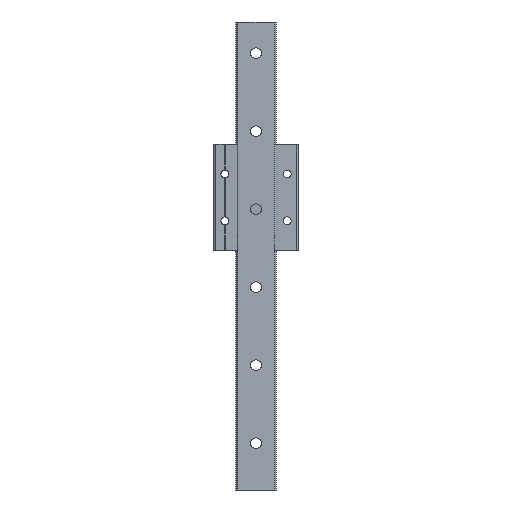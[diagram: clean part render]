
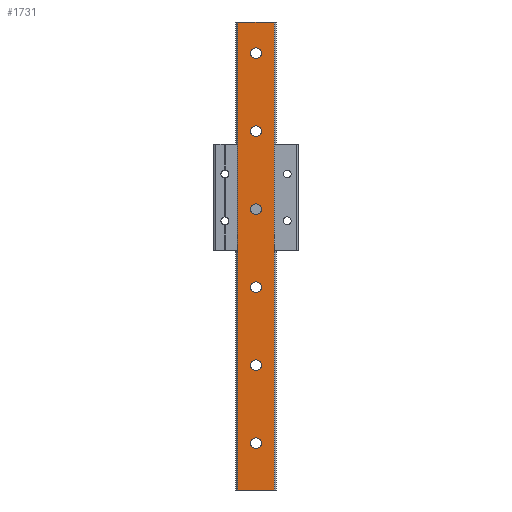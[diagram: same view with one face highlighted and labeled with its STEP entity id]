
A CAD part, front view. The second image highlights one B-rep face of the part: STEP entity #1731.
In plain terms, the highlighted planar face has unit normal (0, -1, 0).
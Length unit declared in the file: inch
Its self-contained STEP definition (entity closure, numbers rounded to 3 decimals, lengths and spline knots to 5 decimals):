
#107 = CIRCLE ( 'NONE', #374, 0.0689 ) ;
#113 = CARTESIAN_POINT ( 'NONE',  ( 0., 0., -0.3248 ) ) ;
#154 = VERTEX_POINT ( 'NONE', #4583 ) ;
#170 = CARTESIAN_POINT ( 'NONE',  ( 0., 0., -4.33071 ) ) ;
#234 = VERTEX_POINT ( 'NONE', #2947 ) ;
#236 = EDGE_CURVE ( 'NONE', #450, #4137, #1659, .T. ) ;
#241 = DIRECTION ( 'NONE',  ( 0., 1., 0. ) ) ;
#261 = CARTESIAN_POINT ( 'NONE',  ( 0., 0., -2.3622 ) ) ;
#296 = CIRCLE ( 'NONE', #4805, 0.0689 ) ;
#312 = DIRECTION ( 'NONE',  ( 0., 1., 0. ) ) ;
#331 = CARTESIAN_POINT ( 'NONE',  ( 0., 0., -0.3937 ) ) ;
#356 = ORIENTED_EDGE ( 'NONE', *, *, #1902, .T. ) ;
#374 = AXIS2_PLACEMENT_3D ( 'NONE', #170, #962, #3565 ) ;
#376 = DIRECTION ( 'NONE',  ( 0., 1., 0. ) ) ;
#387 = AXIS2_PLACEMENT_3D ( 'NONE', #2739, #3988, #2392 ) ;
#450 = VERTEX_POINT ( 'NONE', #4328 ) ;
#518 = DIRECTION ( 'NONE',  ( 0., 0., 1. ) ) ;
#521 = ORIENTED_EDGE ( 'NONE', *, *, #1208, .T. ) ;
#638 = VERTEX_POINT ( 'NONE', #1485 ) ;
#641 = CIRCLE ( 'NONE', #4900, 0.0689 ) ;
#656 = ORIENTED_EDGE ( 'NONE', *, *, #4974, .T. ) ;
#707 = ORIENTED_EDGE ( 'NONE', *, *, #3345, .F. ) ;
#721 = DIRECTION ( 'NONE',  ( 0., 1., 0. ) ) ;
#755 = DIRECTION ( 'NONE',  ( 0., 0., 1. ) ) ;
#829 = DIRECTION ( 'NONE',  ( 0., 0., 1. ) ) ;
#923 = EDGE_CURVE ( 'NONE', #4886, #154, #5375, .T. ) ;
#924 = ORIENTED_EDGE ( 'NONE', *, *, #1403, .T. ) ;
#962 = DIRECTION ( 'NONE',  ( 0., 1., 0. ) ) ;
#1049 = DIRECTION ( 'NONE',  ( 0., 1., 0. ) ) ;
#1051 = EDGE_CURVE ( 'NONE', #1889, #638, #4015, .T. ) ;
#1106 = ORIENTED_EDGE ( 'NONE', *, *, #4968, .T. ) ;
#1124 = DIRECTION ( 'NONE',  ( 1., 0., 0. ) ) ;
#1127 = CARTESIAN_POINT ( 'NONE',  ( -0.23007, 0., 0. ) ) ;
#1185 = CARTESIAN_POINT ( 'NONE',  ( 0.23007, 0., -5.90551 ) ) ;
#1208 = EDGE_CURVE ( 'NONE', #638, #1889, #107, .T. ) ;
#1294 = ORIENTED_EDGE ( 'NONE', *, *, #236, .T. ) ;
#1296 = EDGE_LOOP ( 'NONE', ( #1106, #4287 ) ) ;
#1327 = AXIS2_PLACEMENT_3D ( 'NONE', #4484, #376, #755 ) ;
#1347 = VERTEX_POINT ( 'NONE', #1941 ) ;
#1360 = LINE ( 'NONE', #3024, #4773 ) ;
#1403 = EDGE_CURVE ( 'NONE', #234, #3930, #4975, .T. ) ;
#1432 = CARTESIAN_POINT ( 'NONE',  ( 0., 0., -3.27756 ) ) ;
#1485 = CARTESIAN_POINT ( 'NONE',  ( 0., 0., -4.26181 ) ) ;
#1522 = DIRECTION ( 'NONE',  ( 0., -1., 0. ) ) ;
#1547 = FACE_BOUND ( 'NONE', #1296, .T. ) ;
#1645 = EDGE_LOOP ( 'NONE', ( #1918, #5125 ) ) ;
#1659 = CIRCLE ( 'NONE', #2012, 0.0689 ) ;
#1731 = ADVANCED_FACE ( 'NONE', ( #4737, #5248, #2745, #1547, #4406, #1929, #4865 ), #2770, .T. ) ;
#1857 = AXIS2_PLACEMENT_3D ( 'NONE', #3064, #3898, #2599 ) ;
#1867 = CARTESIAN_POINT ( 'NONE',  ( 0., 0., -0.3937 ) ) ;
#1887 = EDGE_CURVE ( 'NONE', #2853, #4943, #4851, .T. ) ;
#1889 = VERTEX_POINT ( 'NONE', #2785 ) ;
#1902 = EDGE_CURVE ( 'NONE', #4137, #450, #296, .T. ) ;
#1918 = ORIENTED_EDGE ( 'NONE', *, *, #2768, .T. ) ;
#1929 = FACE_BOUND ( 'NONE', #1645, .T. ) ;
#1933 = AXIS2_PLACEMENT_3D ( 'NONE', #3208, #1522, #3182 ) ;
#1934 = CIRCLE ( 'NONE', #1327, 0.0689 ) ;
#1941 = CARTESIAN_POINT ( 'NONE',  ( 0., 0., -0.4626 ) ) ;
#1953 = DIRECTION ( 'NONE',  ( 0., 0., 1. ) ) ;
#2012 = AXIS2_PLACEMENT_3D ( 'NONE', #4277, #3405, #518 ) ;
#2039 = AXIS2_PLACEMENT_3D ( 'NONE', #261, #1049, #5294 ) ;
#2074 = ORIENTED_EDGE ( 'NONE', *, *, #4491, .T. ) ;
#2117 = AXIS2_PLACEMENT_3D ( 'NONE', #1867, #3175, #1953 ) ;
#2165 = CARTESIAN_POINT ( 'NONE',  ( 0., 0., -1.44685 ) ) ;
#2213 = ORIENTED_EDGE ( 'NONE', *, *, #1887, .T. ) ;
#2221 = DIRECTION ( 'NONE',  ( 0., 0., 1. ) ) ;
#2385 = DIRECTION ( 'NONE',  ( 0., 0., 1. ) ) ;
#2392 = DIRECTION ( 'NONE',  ( 0., 0., 1. ) ) ;
#2422 = CARTESIAN_POINT ( 'NONE',  ( 0., 0., -2.29331 ) ) ;
#2557 = CIRCLE ( 'NONE', #2039, 0.0689 ) ;
#2571 = DIRECTION ( 'NONE',  ( 0., 0., 1. ) ) ;
#2599 = DIRECTION ( 'NONE',  ( 0., 0., 1. ) ) ;
#2683 = CARTESIAN_POINT ( 'NONE',  ( 0., 0., -5.24606 ) ) ;
#2697 = EDGE_LOOP ( 'NONE', ( #707, #2213, #4585, #3870 ) ) ;
#2705 = CARTESIAN_POINT ( 'NONE',  ( 0., 0., -3.34646 ) ) ;
#2739 = CARTESIAN_POINT ( 'NONE',  ( 0., 0., -3.34646 ) ) ;
#2745 = FACE_BOUND ( 'NONE', #4761, .T. ) ;
#2768 = EDGE_CURVE ( 'NONE', #3356, #1347, #641, .T. ) ;
#2770 = PLANE ( 'NONE',  #1933 ) ;
#2785 = CARTESIAN_POINT ( 'NONE',  ( 0., 0., -4.39961 ) ) ;
#2811 = DIRECTION ( 'NONE',  ( 0., 0., 1. ) ) ;
#2844 = CARTESIAN_POINT ( 'NONE',  ( 0., 0., -5.31496 ) ) ;
#2853 = VERTEX_POINT ( 'NONE', #2952 ) ;
#2912 = CIRCLE ( 'NONE', #1857, 0.0689 ) ;
#2947 = CARTESIAN_POINT ( 'NONE',  ( 0., 0., -1.30906 ) ) ;
#2952 = CARTESIAN_POINT ( 'NONE',  ( -0.23007, 0., -5.90551 ) ) ;
#3024 = CARTESIAN_POINT ( 'NONE',  ( -0.23007, 0., -3.937 ) ) ;
#3041 = CARTESIAN_POINT ( 'NONE',  ( 0.23007, 0., -5.90551 ) ) ;
#3064 = CARTESIAN_POINT ( 'NONE',  ( 0., 0., -1.37795 ) ) ;
#3076 = CIRCLE ( 'NONE', #387, 0.0689 ) ;
#3085 = VERTEX_POINT ( 'NONE', #3252 ) ;
#3096 = CARTESIAN_POINT ( 'NONE',  ( -0.23007, 0., 0. ) ) ;
#3142 = DIRECTION ( 'NONE',  ( 0., 1., 0. ) ) ;
#3175 = DIRECTION ( 'NONE',  ( 0., 1., 0. ) ) ;
#3182 = DIRECTION ( 'NONE',  ( 1., 0., 0. ) ) ;
#3208 = CARTESIAN_POINT ( 'NONE',  ( -0.23007, 0., -3.937 ) ) ;
#3252 = CARTESIAN_POINT ( 'NONE',  ( 0., 0., -2.4311 ) ) ;
#3345 = EDGE_CURVE ( 'NONE', #2853, #4886, #1360, .T. ) ;
#3351 = CARTESIAN_POINT ( 'NONE',  ( 0.23007, 0., -3.937 ) ) ;
#3356 = VERTEX_POINT ( 'NONE', #113 ) ;
#3370 = EDGE_CURVE ( 'NONE', #4943, #154, #3756, .T. ) ;
#3387 = EDGE_LOOP ( 'NONE', ( #924, #4987 ) ) ;
#3405 = DIRECTION ( 'NONE',  ( 0., 1., 0. ) ) ;
#3565 = DIRECTION ( 'NONE',  ( 0., 0., 1. ) ) ;
#3619 = DIRECTION ( 'NONE',  ( 0., 0., 1. ) ) ;
#3666 = ORIENTED_EDGE ( 'NONE', *, *, #1051, .T. ) ;
#3672 = VERTEX_POINT ( 'NONE', #5337 ) ;
#3681 = AXIS2_PLACEMENT_3D ( 'NONE', #2705, #3142, #2221 ) ;
#3687 = CARTESIAN_POINT ( 'NONE',  ( 0., 0., -1.37795 ) ) ;
#3756 = LINE ( 'NONE', #3351, #5027 ) ;
#3789 = CARTESIAN_POINT ( 'NONE',  ( 0., 0., -4.33071 ) ) ;
#3870 = ORIENTED_EDGE ( 'NONE', *, *, #923, .F. ) ;
#3898 = DIRECTION ( 'NONE',  ( 0., 1., 0. ) ) ;
#3930 = VERTEX_POINT ( 'NONE', #2165 ) ;
#3988 = DIRECTION ( 'NONE',  ( 0., 1., 0. ) ) ;
#4015 = CIRCLE ( 'NONE', #4620, 0.0689 ) ;
#4046 = DIRECTION ( 'NONE',  ( 1., 0., 0. ) ) ;
#4109 = AXIS2_PLACEMENT_3D ( 'NONE', #3687, #312, #2811 ) ;
#4137 = VERTEX_POINT ( 'NONE', #2683 ) ;
#4196 = VERTEX_POINT ( 'NONE', #2422 ) ;
#4252 = DIRECTION ( 'NONE',  ( 0., 1., 0. ) ) ;
#4277 = CARTESIAN_POINT ( 'NONE',  ( 0., 0., -5.31496 ) ) ;
#4282 = CIRCLE ( 'NONE', #3681, 0.0689 ) ;
#4287 = ORIENTED_EDGE ( 'NONE', *, *, #4572, .T. ) ;
#4328 = CARTESIAN_POINT ( 'NONE',  ( 0., 0., -5.38386 ) ) ;
#4353 = VECTOR ( 'NONE', #4046, 39.37008 ) ;
#4406 = FACE_BOUND ( 'NONE', #3387, .T. ) ;
#4439 = EDGE_LOOP ( 'NONE', ( #356, #1294 ) ) ;
#4484 = CARTESIAN_POINT ( 'NONE',  ( 0., 0., -2.3622 ) ) ;
#4491 = EDGE_CURVE ( 'NONE', #3672, #4941, #4282, .T. ) ;
#4551 = VECTOR ( 'NONE', #1124, 39.37008 ) ;
#4572 = EDGE_CURVE ( 'NONE', #3085, #4196, #1934, .T. ) ;
#4583 = CARTESIAN_POINT ( 'NONE',  ( 0.23007, 0., 0. ) ) ;
#4585 = ORIENTED_EDGE ( 'NONE', *, *, #3370, .T. ) ;
#4620 = AXIS2_PLACEMENT_3D ( 'NONE', #3789, #4252, #2571 ) ;
#4626 = DIRECTION ( 'NONE',  ( 0., 0., 1. ) ) ;
#4737 = FACE_BOUND ( 'NONE', #4439, .T. ) ;
#4761 = EDGE_LOOP ( 'NONE', ( #656, #2074 ) ) ;
#4773 = VECTOR ( 'NONE', #4626, 39.37008 ) ;
#4798 = EDGE_LOOP ( 'NONE', ( #521, #3666 ) ) ;
#4805 = AXIS2_PLACEMENT_3D ( 'NONE', #2844, #721, #2385 ) ;
#4806 = CIRCLE ( 'NONE', #2117, 0.0689 ) ;
#4851 = LINE ( 'NONE', #1185, #4551 ) ;
#4865 = FACE_OUTER_BOUND ( 'NONE', #2697, .T. ) ;
#4886 = VERTEX_POINT ( 'NONE', #3096 ) ;
#4900 = AXIS2_PLACEMENT_3D ( 'NONE', #331, #241, #3619 ) ;
#4941 = VERTEX_POINT ( 'NONE', #1432 ) ;
#4943 = VERTEX_POINT ( 'NONE', #3041 ) ;
#4968 = EDGE_CURVE ( 'NONE', #4196, #3085, #2557, .T. ) ;
#4974 = EDGE_CURVE ( 'NONE', #4941, #3672, #3076, .T. ) ;
#4975 = CIRCLE ( 'NONE', #4109, 0.0689 ) ;
#4987 = ORIENTED_EDGE ( 'NONE', *, *, #5341, .T. ) ;
#5022 = EDGE_CURVE ( 'NONE', #1347, #3356, #4806, .T. ) ;
#5027 = VECTOR ( 'NONE', #829, 39.37008 ) ;
#5125 = ORIENTED_EDGE ( 'NONE', *, *, #5022, .T. ) ;
#5248 = FACE_BOUND ( 'NONE', #4798, .T. ) ;
#5294 = DIRECTION ( 'NONE',  ( 0., 0., 1. ) ) ;
#5337 = CARTESIAN_POINT ( 'NONE',  ( 0., 0., -3.41535 ) ) ;
#5341 = EDGE_CURVE ( 'NONE', #3930, #234, #2912, .T. ) ;
#5375 = LINE ( 'NONE', #1127, #4353 ) ;
